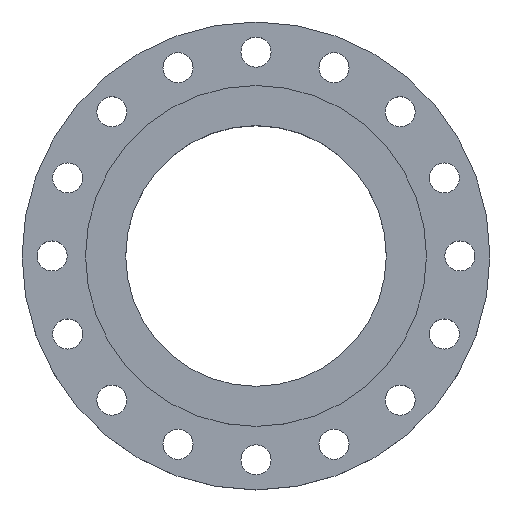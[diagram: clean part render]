
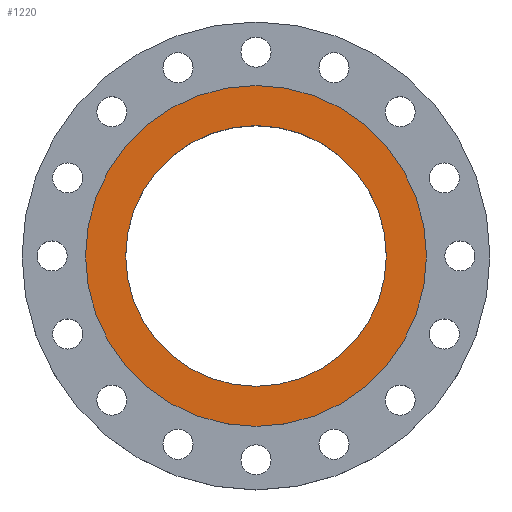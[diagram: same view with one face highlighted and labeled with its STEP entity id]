
A CAD part, top view. The second image highlights one B-rep face of the part: STEP entity #1220.
In plain terms, the highlighted planar face has unit normal (0, 0, 1).
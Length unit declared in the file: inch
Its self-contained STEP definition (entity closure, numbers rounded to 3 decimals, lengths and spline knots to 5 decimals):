
#61 = VERTEX_POINT ( 'NONE', #1559 ) ;
#68 = FACE_BOUND ( 'NONE', #416, .T. ) ;
#86 = FACE_OUTER_BOUND ( 'NONE', #686, .T. ) ;
#110 = VERTEX_POINT ( 'NONE', #528 ) ;
#183 = AXIS2_PLACEMENT_3D ( 'NONE', #1116, #695, #315 ) ;
#250 = EDGE_CURVE ( 'NONE', #110, #736, #910, .T. ) ;
#315 = DIRECTION ( 'NONE',  ( 1., 0., 0. ) ) ;
#343 = ORIENTED_EDGE ( 'NONE', *, *, #434, .F. ) ;
#416 = EDGE_LOOP ( 'NONE', ( #785, #343 ) ) ;
#434 = EDGE_CURVE ( 'NONE', #649, #61, #933, .T. ) ;
#497 = DIRECTION ( 'NONE',  ( -1., 0., 0. ) ) ;
#528 = CARTESIAN_POINT ( 'NONE',  ( 6.375, 0., 0. ) ) ;
#534 = EDGE_CURVE ( 'NONE', #61, #649, #742, .T. ) ;
#603 = CIRCLE ( 'NONE', #1254, 6.375 ) ;
#649 = VERTEX_POINT ( 'NONE', #946 ) ;
#686 = EDGE_LOOP ( 'NONE', ( #1180, #1008 ) ) ;
#695 = DIRECTION ( 'NONE',  ( 0., 0., 1. ) ) ;
#712 = DIRECTION ( 'NONE',  ( 1., 0., 0. ) ) ;
#729 = CARTESIAN_POINT ( 'NONE',  ( 0., 4.875, 0. ) ) ;
#736 = VERTEX_POINT ( 'NONE', #1371 ) ;
#742 = CIRCLE ( 'NONE', #1278, 4.875 ) ;
#747 = PLANE ( 'NONE',  #1002 ) ;
#757 = CARTESIAN_POINT ( 'NONE',  ( 0., 0., 0. ) ) ;
#785 = ORIENTED_EDGE ( 'NONE', *, *, #534, .F. ) ;
#829 = DIRECTION ( 'NONE',  ( 0., 0., 1. ) ) ;
#910 = CIRCLE ( 'NONE', #1135, 6.375 ) ;
#933 = CIRCLE ( 'NONE', #183, 4.875 ) ;
#946 = CARTESIAN_POINT ( 'NONE',  ( -4.875, 0., 0. ) ) ;
#952 = DIRECTION ( 'NONE',  ( 1., 0., 0. ) ) ;
#1002 = AXIS2_PLACEMENT_3D ( 'NONE', #729, #1007, #497 ) ;
#1007 = DIRECTION ( 'NONE',  ( 0., 0., -1. ) ) ;
#1008 = ORIENTED_EDGE ( 'NONE', *, *, #1118, .T. ) ;
#1116 = CARTESIAN_POINT ( 'NONE',  ( 0., 0., 0. ) ) ;
#1118 = EDGE_CURVE ( 'NONE', #736, #110, #603, .T. ) ;
#1135 = AXIS2_PLACEMENT_3D ( 'NONE', #1632, #829, #952 ) ;
#1153 = DIRECTION ( 'NONE',  ( 0., 0., 1. ) ) ;
#1180 = ORIENTED_EDGE ( 'NONE', *, *, #250, .T. ) ;
#1220 = ADVANCED_FACE ( 'NONE', ( #68, #86 ), #747, .F. ) ;
#1254 = AXIS2_PLACEMENT_3D ( 'NONE', #1279, #1663, #712 ) ;
#1278 = AXIS2_PLACEMENT_3D ( 'NONE', #757, #1153, #1715 ) ;
#1279 = CARTESIAN_POINT ( 'NONE',  ( 0., 0., 0. ) ) ;
#1371 = CARTESIAN_POINT ( 'NONE',  ( -6.375, 0., 0. ) ) ;
#1559 = CARTESIAN_POINT ( 'NONE',  ( 4.875, 0., 0. ) ) ;
#1632 = CARTESIAN_POINT ( 'NONE',  ( 0., 0., 0. ) ) ;
#1663 = DIRECTION ( 'NONE',  ( 0., 0., 1. ) ) ;
#1715 = DIRECTION ( 'NONE',  ( 1., 0., 0. ) ) ;
